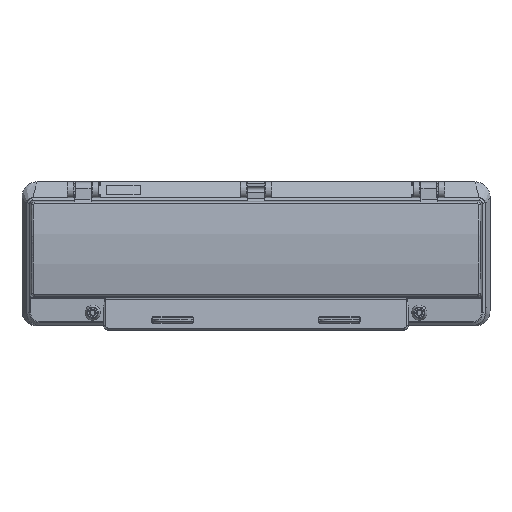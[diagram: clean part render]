
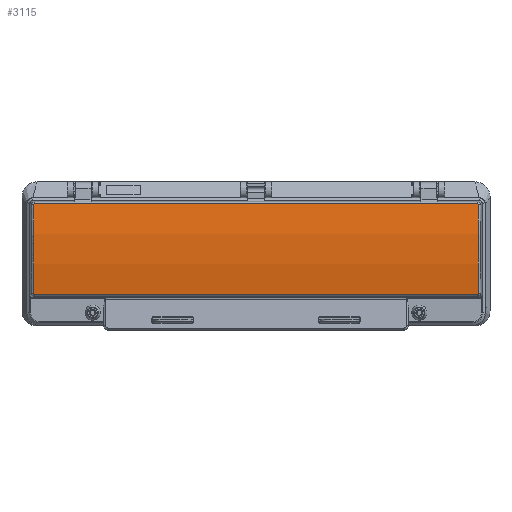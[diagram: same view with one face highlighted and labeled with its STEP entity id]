
A CAD part, top view. The second image highlights one B-rep face of the part: STEP entity #3115.
In plain terms, the highlighted cylindrical face has radius 168.283 mm (diameter 336.566 mm), a partial arc.
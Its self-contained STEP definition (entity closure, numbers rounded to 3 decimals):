
#344=B_SPLINE_CURVE_WITH_KNOTS('',3,(#42508,#42509,#42510,#42511),
 .UNSPECIFIED.,.F.,.F.,(4,4),(0.,1.),.UNSPECIFIED.);
#345=B_SPLINE_CURVE_WITH_KNOTS('',3,(#42513,#42514,#42515,#42516),
 .UNSPECIFIED.,.F.,.F.,(4,4),(0.,1.),.UNSPECIFIED.);
#346=B_SPLINE_CURVE_WITH_KNOTS('',3,(#42518,#42519,#42520,#42521,#42522,
#42523,#42524,#42525,#42526,#42527,#42528,#42529),.UNSPECIFIED.,.F.,.F.,
(4,2,2,2,2,4),(0.,0.186,0.394,0.596,
0.798,1.),.UNSPECIFIED.);
#347=B_SPLINE_CURVE_WITH_KNOTS('',3,(#42533,#42534,#42535,#42536,#42537,
#42538,#42539,#42540,#42541,#42542,#42543,#42544),.UNSPECIFIED.,.F.,.F.,
(4,2,2,2,2,4),(0.,0.202,0.404,0.606,
0.814,1.),.UNSPECIFIED.);
#348=B_SPLINE_CURVE_WITH_KNOTS('',3,(#42546,#42547,#42548,#42549),
 .UNSPECIFIED.,.F.,.F.,(4,4),(0.,1.),.UNSPECIFIED.);
#349=B_SPLINE_CURVE_WITH_KNOTS('',3,(#42551,#42552,#42553,#42554),
 .UNSPECIFIED.,.F.,.F.,(4,4),(0.,1.),.UNSPECIFIED.);
#1454=FACE_OUTER_BOUND('',#6358,.T.);
#1933=CYLINDRICAL_SURFACE('',#28089,168.283);
#3115=ADVANCED_FACE('',(#1454),#1933,.T.);
#6358=EDGE_LOOP('',(#12897,#12898,#12899,#12900,#12901,#12902,#12903,#12904));
#12897=ORIENTED_EDGE('',*,*,#19973,.T.);
#12898=ORIENTED_EDGE('',*,*,#19974,.T.);
#12899=ORIENTED_EDGE('',*,*,#19975,.T.);
#12900=ORIENTED_EDGE('',*,*,#19976,.T.);
#12901=ORIENTED_EDGE('',*,*,#19977,.T.);
#12902=ORIENTED_EDGE('',*,*,#19978,.T.);
#12903=ORIENTED_EDGE('',*,*,#19979,.T.);
#12904=ORIENTED_EDGE('',*,*,#19980,.T.);
#16456=VERTEX_POINT('',#42506);
#16457=VERTEX_POINT('',#42507);
#16458=VERTEX_POINT('',#42512);
#16459=VERTEX_POINT('',#42517);
#16460=VERTEX_POINT('',#42530);
#16461=VERTEX_POINT('',#42532);
#16462=VERTEX_POINT('',#42545);
#16463=VERTEX_POINT('',#42550);
#19973=EDGE_CURVE('',#16456,#16457,#23208,.T.);
#19974=EDGE_CURVE('',#16457,#16458,#344,.T.);
#19975=EDGE_CURVE('',#16458,#16459,#345,.T.);
#19976=EDGE_CURVE('',#16459,#16460,#346,.T.);
#19977=EDGE_CURVE('',#16460,#16461,#23209,.T.);
#19978=EDGE_CURVE('',#16461,#16462,#347,.T.);
#19979=EDGE_CURVE('',#16462,#16463,#348,.T.);
#19980=EDGE_CURVE('',#16463,#16456,#349,.T.);
#23208=LINE('',#42505,#26173);
#23209=LINE('',#42531,#26174);
#26173=VECTOR('',#34383,1.);
#26174=VECTOR('',#34384,1.);
#28089=AXIS2_PLACEMENT_3D('',#42555,#34385,#34386);
#34383=DIRECTION('',(1.,0.,0.));
#34384=DIRECTION('',(-1.,0.,0.));
#34385=DIRECTION('',(1.,0.,0.));
#34386=DIRECTION('',(0.,0.,1.));
#42505=CARTESIAN_POINT('',(70.75,-21.728,10.233));
#42506=CARTESIAN_POINT('',(73.476,-21.728,10.233));
#42507=CARTESIAN_POINT('',(366.524,-21.728,10.233));
#42508=CARTESIAN_POINT('',(366.524,-21.728,10.233));
#42509=CARTESIAN_POINT('',(366.794,-21.726,10.234));
#42510=CARTESIAN_POINT('',(367.014,-21.485,10.277));
#42511=CARTESIAN_POINT('',(367.008,-21.215,10.325));
#42512=CARTESIAN_POINT('',(367.008,-21.215,10.325));
#42513=CARTESIAN_POINT('',(367.008,-21.215,10.325));
#42514=CARTESIAN_POINT('',(366.591,-1.839,13.759));
#42515=CARTESIAN_POINT('',(366.591,18.139,13.759));
#42516=CARTESIAN_POINT('',(367.008,37.515,10.325));
#42517=CARTESIAN_POINT('',(367.008,37.515,10.325));
#42518=CARTESIAN_POINT('',(367.008,37.515,10.325));
#42519=CARTESIAN_POINT('',(367.009,37.563,10.317));
#42520=CARTESIAN_POINT('',(367.004,37.612,10.308));
#42521=CARTESIAN_POINT('',(366.978,37.711,10.29));
#42522=CARTESIAN_POINT('',(366.956,37.762,10.281));
#42523=CARTESIAN_POINT('',(366.898,37.852,10.265));
#42524=CARTESIAN_POINT('',(366.862,37.892,10.258));
#42525=CARTESIAN_POINT('',(366.779,37.958,10.246));
#42526=CARTESIAN_POINT('',(366.731,37.985,10.241));
#42527=CARTESIAN_POINT('',(366.631,38.019,10.235));
#42528=CARTESIAN_POINT('',(366.577,38.028,10.233));
#42529=CARTESIAN_POINT('',(366.524,38.028,10.233));
#42530=CARTESIAN_POINT('',(366.524,38.028,10.233));
#42531=CARTESIAN_POINT('',(70.75,38.028,10.233));
#42532=CARTESIAN_POINT('',(73.476,38.028,10.233));
#42533=CARTESIAN_POINT('',(73.476,38.028,10.233));
#42534=CARTESIAN_POINT('',(73.423,38.028,10.233));
#42535=CARTESIAN_POINT('',(73.369,38.019,10.235));
#42536=CARTESIAN_POINT('',(73.269,37.985,10.241));
#42537=CARTESIAN_POINT('',(73.221,37.958,10.246));
#42538=CARTESIAN_POINT('',(73.138,37.892,10.258));
#42539=CARTESIAN_POINT('',(73.102,37.852,10.265));
#42540=CARTESIAN_POINT('',(73.044,37.762,10.281));
#42541=CARTESIAN_POINT('',(73.022,37.711,10.29));
#42542=CARTESIAN_POINT('',(72.996,37.612,10.308));
#42543=CARTESIAN_POINT('',(72.991,37.563,10.317));
#42544=CARTESIAN_POINT('',(72.992,37.515,10.325));
#42545=CARTESIAN_POINT('',(72.992,37.515,10.325));
#42546=CARTESIAN_POINT('',(72.992,37.515,10.325));
#42547=CARTESIAN_POINT('',(73.409,18.139,13.759));
#42548=CARTESIAN_POINT('',(73.409,-1.839,13.759));
#42549=CARTESIAN_POINT('',(72.992,-21.215,10.325));
#42550=CARTESIAN_POINT('',(72.992,-21.215,10.325));
#42551=CARTESIAN_POINT('',(72.992,-21.215,10.325));
#42552=CARTESIAN_POINT('',(72.986,-21.484,10.278));
#42553=CARTESIAN_POINT('',(73.205,-21.726,10.234));
#42554=CARTESIAN_POINT('',(73.476,-21.728,10.233));
#42555=CARTESIAN_POINT('',(70.75,8.15,-155.376));
